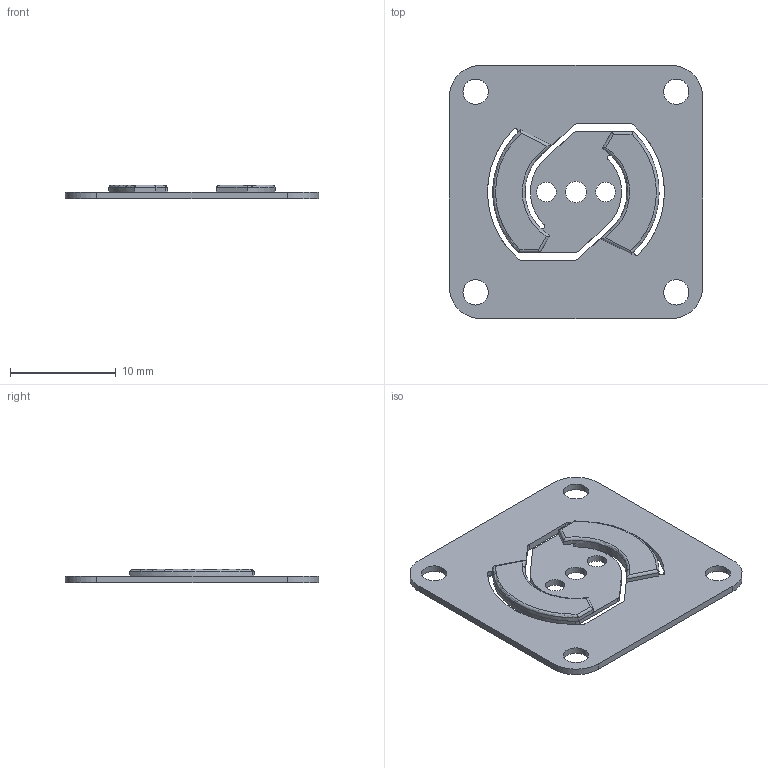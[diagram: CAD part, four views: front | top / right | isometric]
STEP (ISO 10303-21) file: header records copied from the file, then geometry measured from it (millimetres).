
FILE_DESCRIPTION((''),'2;1');
FILE_NAME('FFP350.stp','2011-04-14T13:40:56',(''),(''),'Mechanical Desktop 2009','Mechanical Desktop 2009',', , ');
FILE_SCHEMA(('CONFIG_CONTROL_DESIGN'));
Length unit declared in the file: inch
Products named in the file (2): FI1117-C; PART1
Assembly tree (1 placements, depth 2):
  FI1117-C
    PART1
Bounding box: 24 x 24 x 1.27 mm (x, y, z)
Volume: 348.1 mm3; surface area: 1204.9 mm2
Topology: 1 solids, 1 shells, 86 faces, 238 edges, 152 vertices
Faces by surface type: cylinder 50, plane 32, torus 4
Entity records: 2981 total; most frequent: CARTESIAN_POINT 556, DIRECTION 514, ORIENTED_EDGE 476, EDGE_CURVE 238, AXIS2_PLACEMENT_3D 194, VERTEX_POINT 152, VECTOR 126, LINE 126
